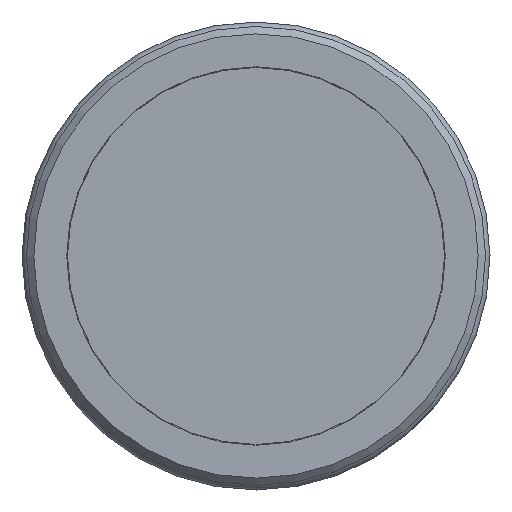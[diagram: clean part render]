
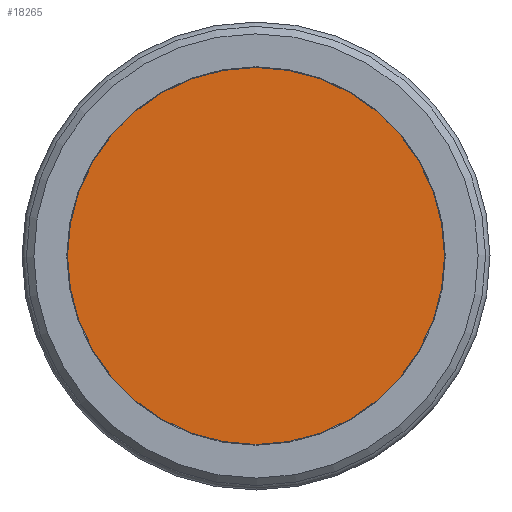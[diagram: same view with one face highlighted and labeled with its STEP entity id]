
A CAD part, left-side view. The second image highlights one B-rep face of the part: STEP entity #18265.
In plain terms, the highlighted planar face has unit normal (-1, 0, 0).
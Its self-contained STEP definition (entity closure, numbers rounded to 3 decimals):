
#982=PLANE('',#19420);
#1751=FACE_OUTER_BOUND('',#2827,.T.);
#2827=EDGE_LOOP('',(#15735));
#3460=CIRCLE('',#19378,25.45);
#8478=VERTEX_POINT('',#47338);
#10962=EDGE_CURVE('',#8478,#8478,#3460,.T.);
#15735=ORIENTED_EDGE('',*,*,#10962,.T.);
#18265=ADVANCED_FACE('',(#1751),#982,.T.);
#19378=AXIS2_PLACEMENT_3D('',#47339,#21691,#21692);
#19420=AXIS2_PLACEMENT_3D('',#50109,#21783,#21784);
#21691=DIRECTION('center_axis',(-1.,0.,0.));
#21692=DIRECTION('ref_axis',(0.,-0.003,1.));
#21783=DIRECTION('center_axis',(-1.,0.,0.));
#21784=DIRECTION('ref_axis',(0.,0.,1.));
#47338=CARTESIAN_POINT('',(-33.5,0.067,-25.45));
#47339=CARTESIAN_POINT('Origin',(-33.5,0.,
0.));
#50109=CARTESIAN_POINT('Origin',(-33.5,30.,0.));
